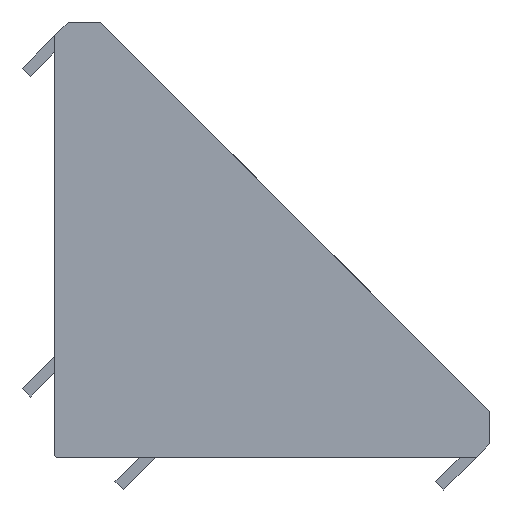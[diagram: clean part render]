
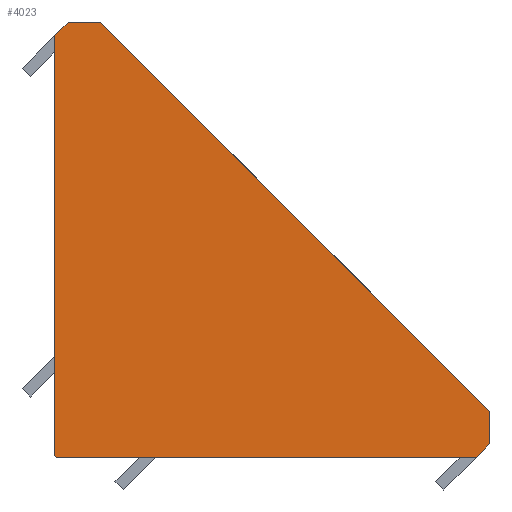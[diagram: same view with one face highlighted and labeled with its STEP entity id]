
A CAD part, front view. The second image highlights one B-rep face of the part: STEP entity #4023.
In plain terms, the highlighted planar face has unit normal (0, -1, 0).
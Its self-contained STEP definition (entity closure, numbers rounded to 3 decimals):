
#1138=CARTESIAN_POINT('',(55.2,0.0,0.0));
#1139=VERTEX_POINT('',#1138);
#1146=CARTESIAN_POINT('',(0.5,0.0,0.0));
#1147=VERTEX_POINT('',#1146);
#1148=CARTESIAN_POINT('',(0.5,0.0,0.0));
#1149=DIRECTION('',(1.0,0.0,0.0));
#1150=VECTOR('',#1149,54.7);
#1151=LINE('',#1148,#1150);
#1152=EDGE_CURVE('',#1147,#1139,#1151,.T.);
#1990=CARTESIAN_POINT('',(0.0,0.0,0.5));
#1991=VERTEX_POINT('',#1990);
#1992=CARTESIAN_POINT('',(0.5,0.0,0.5));
#1993=DIRECTION('',(0.0,1.0,0.0));
#1994=DIRECTION('',(-0.707,0.0,-0.707));
#1995=AXIS2_PLACEMENT_3D('',#1992,#1993,#1994);
#1996=CIRCLE('',#1995,0.5);
#1997=EDGE_CURVE('',#1147,#1991,#1996,.T.);
#2897=CARTESIAN_POINT('',(0.0,0.0,55.2));
#2898=VERTEX_POINT('',#2897);
#2899=CARTESIAN_POINT('',(0.0,0.0,55.2));
#2900=DIRECTION('',(0.0,0.0,-1.0));
#2901=VECTOR('',#2900,54.7);
#2902=LINE('',#2899,#2901);
#2903=EDGE_CURVE('',#2898,#1991,#2902,.T.);
#3975=CARTESIAN_POINT('',(21.484,0.0,21.484));
#3976=DIRECTION('',(0.0,1.0,0.0));
#3977=DIRECTION('',(0.0,0.0,1.0));
#3978=AXIS2_PLACEMENT_3D('',#3975,#3976,#3977);
#3979=PLANE('',#3978);
#3980=ORIENTED_EDGE('',*,*,#1997,.F.);
#3981=ORIENTED_EDGE('',*,*,#1152,.T.);
#3982=CARTESIAN_POINT('',(57.0,0.0,1.8));
#3983=VERTEX_POINT('',#3982);
#3984=CARTESIAN_POINT('',(57.0,0.0,1.8));
#3985=DIRECTION('',(-0.707,0.0,-0.707));
#3986=VECTOR('',#3985,2.546);
#3987=LINE('',#3984,#3986);
#3988=EDGE_CURVE('',#3983,#1139,#3987,.T.);
#3989=ORIENTED_EDGE('',*,*,#3988,.F.);
#3990=CARTESIAN_POINT('',(57.0,0.0,6.));
#3991=VERTEX_POINT('',#3990);
#3992=CARTESIAN_POINT('',(57.0,0.0,1.8));
#3993=DIRECTION('',(0.0,0.0,1.0));
#3994=VECTOR('',#3993,4.2);
#3995=LINE('',#3992,#3994);
#3996=EDGE_CURVE('',#3983,#3991,#3995,.T.);
#3997=ORIENTED_EDGE('',*,*,#3996,.T.);
#3998=CARTESIAN_POINT('',(6.,0.0,57.0));
#3999=VERTEX_POINT('',#3998);
#4000=CARTESIAN_POINT('',(57.0,0.0,6.));
#4001=DIRECTION('',(-0.707,0.0,0.707));
#4002=VECTOR('',#4001,72.125);
#4003=LINE('',#4000,#4002);
#4004=EDGE_CURVE('',#3991,#3999,#4003,.T.);
#4005=ORIENTED_EDGE('',*,*,#4004,.T.);
#4006=CARTESIAN_POINT('',(1.8,0.0,57.0));
#4007=VERTEX_POINT('',#4006);
#4008=CARTESIAN_POINT('',(6.,0.0,57.0));
#4009=DIRECTION('',(-1.0,0.0,0.0));
#4010=VECTOR('',#4009,4.2);
#4011=LINE('',#4008,#4010);
#4012=EDGE_CURVE('',#3999,#4007,#4011,.T.);
#4013=ORIENTED_EDGE('',*,*,#4012,.T.);
#4014=CARTESIAN_POINT('',(0.,0.0,55.2));
#4015=DIRECTION('',(0.707,0.0,0.707));
#4016=VECTOR('',#4015,2.546);
#4017=LINE('',#4014,#4016);
#4018=EDGE_CURVE('',#2898,#4007,#4017,.T.);
#4019=ORIENTED_EDGE('',*,*,#4018,.F.);
#4020=ORIENTED_EDGE('',*,*,#2903,.T.);
#4021=EDGE_LOOP('',(#3980,#3981,#3989,#3997,#4005,#4013,#4019,#4020));
#4022=FACE_OUTER_BOUND('',#4021,.T.);
#4023=ADVANCED_FACE('',(#4022),#3979,.F.);
